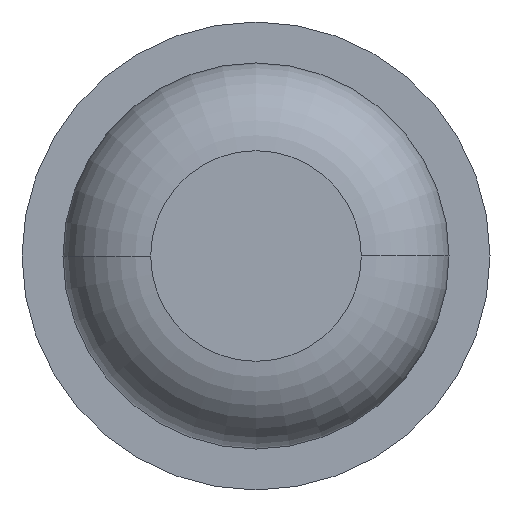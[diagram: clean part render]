
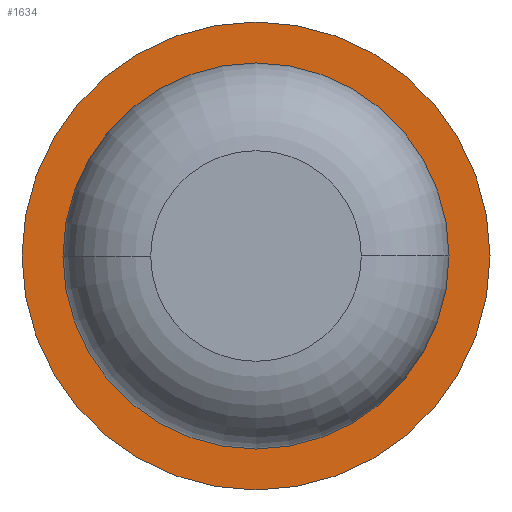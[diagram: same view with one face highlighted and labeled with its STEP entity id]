
A CAD part, front view. The second image highlights one B-rep face of the part: STEP entity #1634.
In plain terms, the highlighted planar face has unit normal (0, -1, 0).
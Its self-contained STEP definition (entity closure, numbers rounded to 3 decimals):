
#124 = EDGE_CURVE ( 'Defeature ausgef�hrt1_6+Defeature ausgef�hrt1_5+Defeature ausgef�hrt1_5+Defeature ausgef�hrt1_5', #1121, #2545, #954, .T. ) ;
#152 = AXIS2_PLACEMENT_3D ( 'NONE', #1212, #3097, #1748 ) ;
#164 = PLANE ( 'NONE',  #801 ) ;
#176 = CIRCLE ( 'NONE', #2651, 1. ) ;
#311 = CARTESIAN_POINT ( 'NONE',  ( 0., -6., 0. ) ) ;
#443 = DIRECTION ( 'NONE',  ( -1., 0., 0. ) ) ;
#483 = AXIS2_PLACEMENT_3D ( 'NONE', #779, #2365, #1588 ) ;
#488 = EDGE_LOOP ( 'NONE', ( #2552, #1400 ) ) ;
#537 = VERTEX_POINT ( 'NONE', #1179 ) ;
#566 = FACE_BOUND ( 'NONE', #488, .T. ) ;
#651 = DIRECTION ( 'NONE',  ( -1., 0., 0. ) ) ;
#779 = CARTESIAN_POINT ( 'NONE',  ( 0., -6., 0. ) ) ;
#801 = AXIS2_PLACEMENT_3D ( 'NONE', #1165, #1426, #443 ) ;
#941 = DIRECTION ( 'NONE',  ( 0., 1., 0. ) ) ;
#954 = CIRCLE ( 'NONE', #483, 1. ) ;
#1091 = ORIENTED_EDGE ( 'NONE', *, *, #2742, .F. ) ;
#1121 = VERTEX_POINT ( 'NONE', #3212 ) ;
#1145 = AXIS2_PLACEMENT_3D ( 'NONE', #2289, #941, #651 ) ;
#1165 = CARTESIAN_POINT ( 'NONE',  ( 0.825, -6., 0. ) ) ;
#1179 = CARTESIAN_POINT ( 'NONE',  ( 0.825, -6., 0. ) ) ;
#1212 = CARTESIAN_POINT ( 'NONE',  ( 0., -6., 0. ) ) ;
#1400 = ORIENTED_EDGE ( 'NONE', *, *, #1608, .T. ) ;
#1426 = DIRECTION ( 'NONE',  ( 0., 1., 0. ) ) ;
#1551 = EDGE_CURVE ( 'Defeature ausgef�hrt1_5+Defeature ausgef�hrt1_0+Defeature ausgef�hrt1_0+Defeature ausgef�hrt1_0', #1597, #537, #1980, .T. ) ;
#1588 = DIRECTION ( 'NONE',  ( -1., 0., 0. ) ) ;
#1597 = VERTEX_POINT ( 'NONE', #3331 ) ;
#1608 = EDGE_CURVE ( 'Defeature ausgef�hrt1_5+Defeature ausgef�hrt1_0+Defeature ausgef�hrt1_0+Defeature ausgef�hrt1_0', #537, #1597, #2899, .T. ) ;
#1634 = ADVANCED_FACE ( 'Defeature ausgef�hrt1_5', ( #2061, #566 ), #164, .F. ) ;
#1748 = DIRECTION ( 'NONE',  ( -1., 0., 0. ) ) ;
#1773 = ORIENTED_EDGE ( 'NONE', *, *, #124, .F. ) ;
#1980 = CIRCLE ( 'NONE', #1145, 0.825 ) ;
#2061 = FACE_OUTER_BOUND ( 'NONE', #3360, .T. ) ;
#2289 = CARTESIAN_POINT ( 'NONE',  ( 0., -6., 0. ) ) ;
#2365 = DIRECTION ( 'NONE',  ( 0., 1., 0. ) ) ;
#2435 = DIRECTION ( 'NONE',  ( 0., 1., 0. ) ) ;
#2545 = VERTEX_POINT ( 'NONE', #3204 ) ;
#2552 = ORIENTED_EDGE ( 'NONE', *, *, #1551, .T. ) ;
#2651 = AXIS2_PLACEMENT_3D ( 'NONE', #311, #2435, #2721 ) ;
#2721 = DIRECTION ( 'NONE',  ( -1., 0., 0. ) ) ;
#2742 = EDGE_CURVE ( 'Defeature ausgef�hrt1_6+Defeature ausgef�hrt1_5+Defeature ausgef�hrt1_5+Defeature ausgef�hrt1_5', #2545, #1121, #176, .T. ) ;
#2899 = CIRCLE ( 'NONE', #152, 0.825 ) ;
#3097 = DIRECTION ( 'NONE',  ( 0., 1., 0. ) ) ;
#3204 = CARTESIAN_POINT ( 'NONE',  ( 1., -6., 0. ) ) ;
#3212 = CARTESIAN_POINT ( 'NONE',  ( -1., -6., 0. ) ) ;
#3331 = CARTESIAN_POINT ( 'NONE',  ( -0.825, -6., 0. ) ) ;
#3360 = EDGE_LOOP ( 'NONE', ( #1773, #1091 ) ) ;
